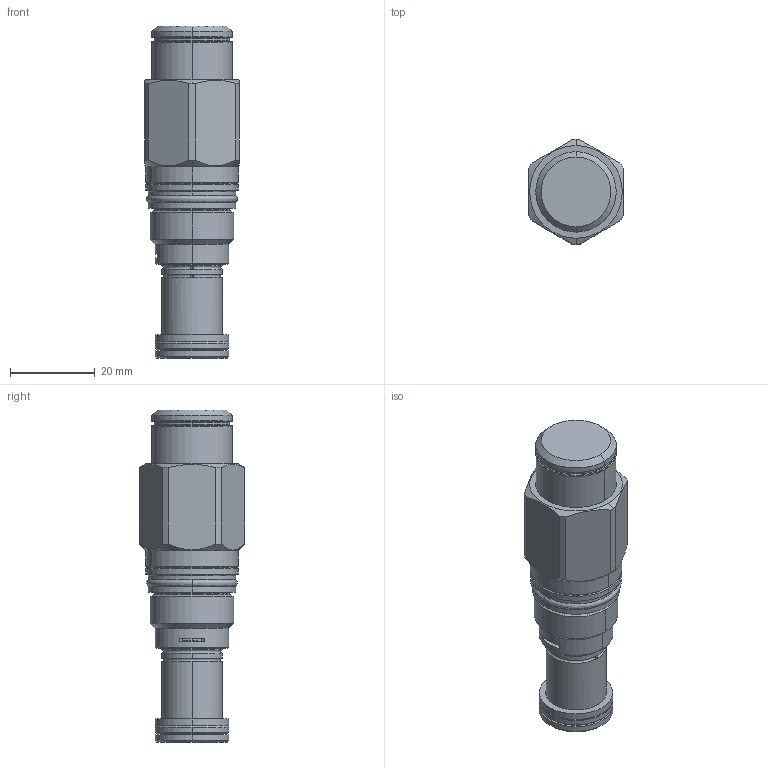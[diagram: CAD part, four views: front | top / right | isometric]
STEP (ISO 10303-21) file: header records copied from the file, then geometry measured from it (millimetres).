
FILE_DESCRIPTION((''),'2;1');
FILE_NAME('RDDA3-AN_PRT','2013-01-28T',('Administrator'),(''),'PRO/ENGINEER BY PARAMETRIC TECHNOLOGY CORPORATION, 2006240','PRO/ENGINEER BY PARAMETRIC TECHNOLOGY CORPORATION, 2006240','');
FILE_SCHEMA(('CONFIG_CONTROL_DESIGN'));
Length unit declared in the file: inch
Products named in the file (1): RDDA3-AN_PRT
Bounding box: 22.23 x 24.84 x 78.33 mm (x, y, z)
Volume: 22466.5 mm3; surface area: 7705.5 mm2
Topology: 2 solids, 2 shells, 272 faces, 707 edges, 447 vertices
Faces by surface type: cylinder 100, cone 54, plane 51, torus 47, bspline 16, revolution 4
Entity records: 9665 total; most frequent: CARTESIAN_POINT 2955, DIRECTION 1460, ORIENTED_EDGE 1402, EDGE_CURVE 701, AXIS2_PLACEMENT_3D 623, VERTEX_POINT 447, CIRCLE 371, EDGE_LOOP 290
